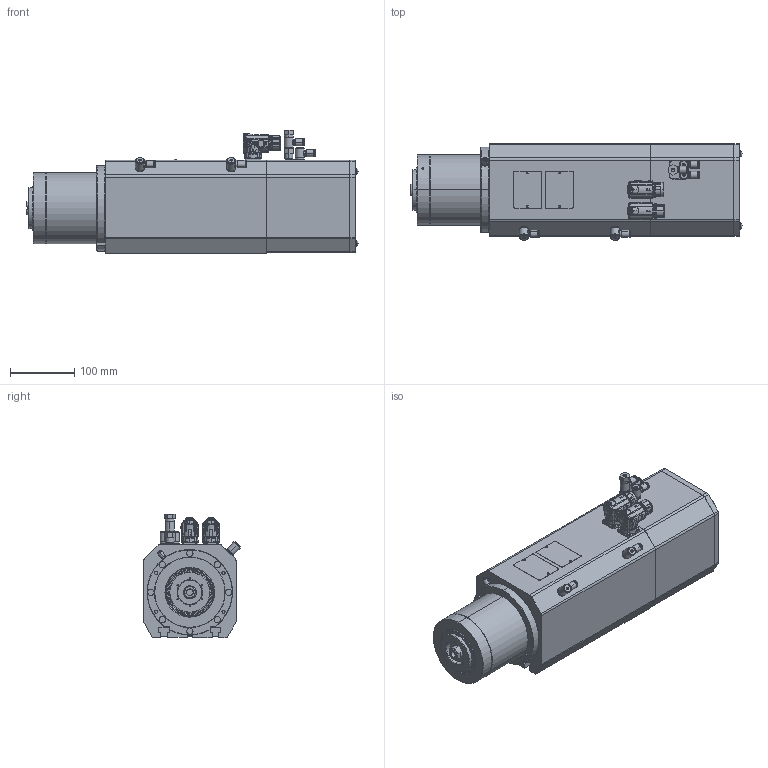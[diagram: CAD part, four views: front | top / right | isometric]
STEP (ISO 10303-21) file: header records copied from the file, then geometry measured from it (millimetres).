
FILE_DESCRIPTION(('HOOPS Exchange Step'),'2;1');
FILE_NAME('export-718BACD6-B33C-49CC-91A3-72A1E4C42AD3.stp','2023-11-23T12:10:03+01:00',('Engineering'),('Alibre'),'HOOPS Exchange 2021.0','Alibre','Unknown authorisation');
FILE_SCHEMA( ('AP242_MANAGED_MODEL_BASED_3D_ENGINEERING_MIM_LF {1 0 10303 442 1 1 4 }') );
Length unit declared in the file: millimetre
Products named in the file (1): 6400 Automatic Toolchanger ATC71-C-HSK63F-LN-4P-LC S1(10kW)S6(12kW) 12krpm max24krpm
Bounding box: 516.3 x 150.81 x 191.55 mm (x, y, z)
Surface area: 364251.5 mm2 (no closed solid volume)
Topology: 0 solids, 3817 shells, 4333 faces, 20673 edges, 19600 vertices
Faces by surface type: plane 1534, cylinder 1336, bspline 756, cone 447, torus 193, sphere 67
Entity records: 271766 total; most frequent: CARTESIAN_POINT 105482, DIRECTION 28740, ORIENTED_EDGE 21492, EDGE_CURVE 20535, VERTEX_POINT 19598, AXIS2_PLACEMENT_3D 10153, VECTOR 8434, LINE 8434
